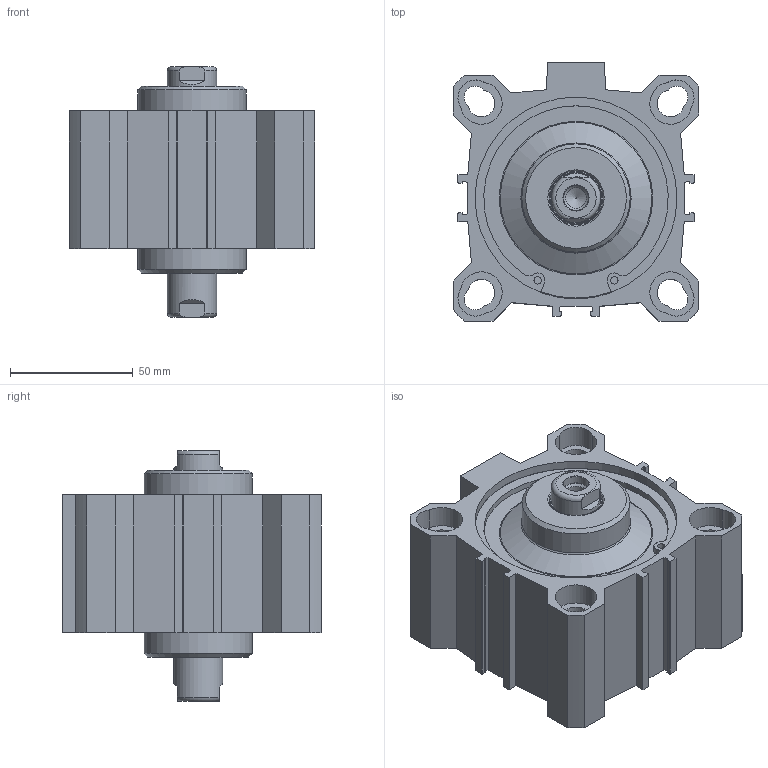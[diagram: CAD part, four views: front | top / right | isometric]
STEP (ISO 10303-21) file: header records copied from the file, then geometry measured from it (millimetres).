
FILE_DESCRIPTION((''),'2;1');
FILE_NAME('FDMP080.010.GS.F.stp','2014-06-10T11:44:57',('carlo.corazza'),(''),'Autodesk Inventor 2012','Autodesk Inventor 2012','');
FILE_SCHEMA(('AUTOMOTIVE_DESIGN { 1 0 10303 214 1 1 1 1 }'));
Length unit declared in the file: millimetre
Products named in the file (4): FDMP080..GS.F; CORPO-010; STELO-010; TA
Assembly tree (5 placements, depth 2):
  FDMP080..GS.F
    CORPO-010
    STELO-010  x2
    TA  x2
Bounding box: 100 x 105 x 102 mm (x, y, z)
Volume: 249341.6 mm3; surface area: 102068.1 mm2
Topology: 5 solids, 5 shells, 287 faces, 688 edges, 436 vertices
Faces by surface type: plane 115, cylinder 102, cone 52, torus 18
Full cylindrical faces by diameter (mm): 3 x4, 4.3 x2, 8.376 x4, 10.25 x2, 11.445 x2, 20 x2, 20.6 x2, 21.9 x2, 23 x2, 24.8 x2, 25 x2, 44 x2, 80 x1, 80.2 x1, 81.7 x4, 82.1 x2, 85.6 x2
Entity records: 6654 total; most frequent: CARTESIAN_POINT 1174, DIRECTION 1128, ORIENTED_EDGE 944, EDGE_CURVE 472, AXIS2_PLACEMENT_3D 436, VERTEX_POINT 340, EDGE_LOOP 322, VECTOR 256
